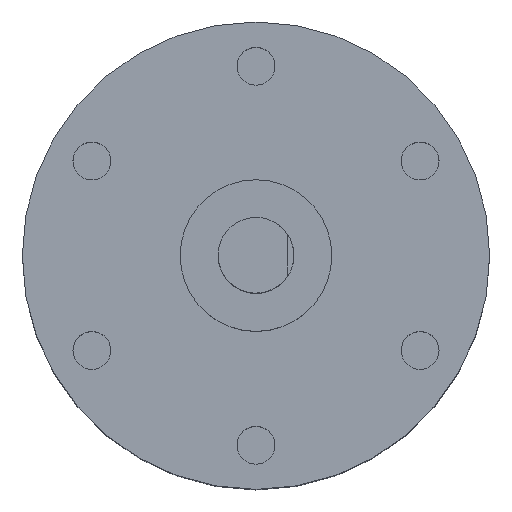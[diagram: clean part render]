
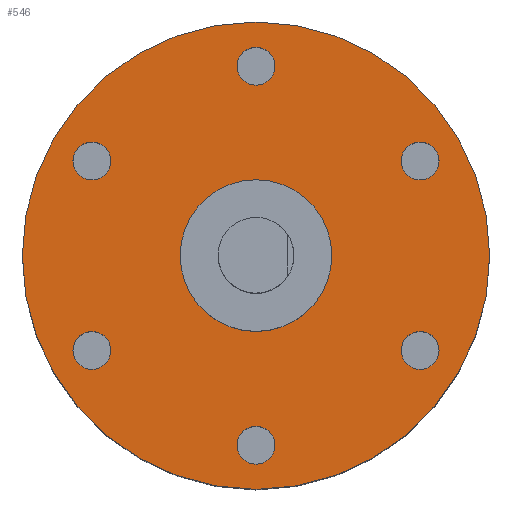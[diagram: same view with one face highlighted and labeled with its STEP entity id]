
A CAD part, top view. The second image highlights one B-rep face of the part: STEP entity #546.
In plain terms, the highlighted planar face has unit normal (0, 0, 1).
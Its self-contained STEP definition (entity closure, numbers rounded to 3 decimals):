
#27=FACE_BOUND('',#154,.T.);
#28=FACE_BOUND('',#155,.T.);
#29=FACE_BOUND('',#156,.T.);
#30=FACE_BOUND('',#157,.T.);
#31=FACE_BOUND('',#158,.T.);
#32=FACE_BOUND('',#159,.T.);
#33=FACE_BOUND('',#160,.T.);
#56=CIRCLE('',#596,1.5);
#58=CIRCLE('',#600,1.5);
#60=CIRCLE('',#604,1.5);
#62=CIRCLE('',#608,1.5);
#64=CIRCLE('',#612,1.5);
#66=CIRCLE('',#616,1.5);
#70=CIRCLE('',#623,6.);
#71=CIRCLE('',#626,18.5);
#111=FACE_OUTER_BOUND('',#153,.T.);
#153=EDGE_LOOP('',(#476));
#154=EDGE_LOOP('',(#477));
#155=EDGE_LOOP('',(#478));
#156=EDGE_LOOP('',(#479));
#157=EDGE_LOOP('',(#480));
#158=EDGE_LOOP('',(#481));
#159=EDGE_LOOP('',(#482));
#160=EDGE_LOOP('',(#483));
#267=VERTEX_POINT('',#899);
#269=VERTEX_POINT('',#906);
#271=VERTEX_POINT('',#913);
#273=VERTEX_POINT('',#920);
#275=VERTEX_POINT('',#927);
#277=VERTEX_POINT('',#934);
#281=VERTEX_POINT('',#947);
#282=VERTEX_POINT('',#952);
#325=EDGE_CURVE('',#267,#267,#56,.T.);
#328=EDGE_CURVE('',#269,#269,#58,.T.);
#331=EDGE_CURVE('',#271,#271,#60,.T.);
#334=EDGE_CURVE('',#273,#273,#62,.T.);
#337=EDGE_CURVE('',#275,#275,#64,.T.);
#340=EDGE_CURVE('',#277,#277,#66,.T.);
#347=EDGE_CURVE('',#281,#281,#70,.T.);
#348=EDGE_CURVE('',#282,#282,#71,.T.);
#476=ORIENTED_EDGE('',*,*,#348,.T.);
#477=ORIENTED_EDGE('',*,*,#325,.T.);
#478=ORIENTED_EDGE('',*,*,#328,.T.);
#479=ORIENTED_EDGE('',*,*,#331,.T.);
#480=ORIENTED_EDGE('',*,*,#334,.T.);
#481=ORIENTED_EDGE('',*,*,#337,.T.);
#482=ORIENTED_EDGE('',*,*,#340,.T.);
#483=ORIENTED_EDGE('',*,*,#347,.T.);
#508=PLANE('',#628);
#546=ADVANCED_FACE('',(#111,#27,#28,#29,#30,#31,#32,#33),#508,.T.);
#596=AXIS2_PLACEMENT_3D('',#900,#729,#730);
#600=AXIS2_PLACEMENT_3D('',#907,#738,#739);
#604=AXIS2_PLACEMENT_3D('',#914,#747,#748);
#608=AXIS2_PLACEMENT_3D('',#921,#756,#757);
#612=AXIS2_PLACEMENT_3D('',#928,#765,#766);
#616=AXIS2_PLACEMENT_3D('',#935,#774,#775);
#623=AXIS2_PLACEMENT_3D('',#949,#791,#792);
#626=AXIS2_PLACEMENT_3D('',#953,#797,#798);
#628=AXIS2_PLACEMENT_3D('',#957,#802,#803);
#729=DIRECTION('center_axis',(0.,0.,-1.));
#730=DIRECTION('ref_axis',(1.,0.,0.));
#738=DIRECTION('center_axis',(0.,0.,-1.));
#739=DIRECTION('ref_axis',(1.,0.,0.));
#747=DIRECTION('center_axis',(0.,0.,-1.));
#748=DIRECTION('ref_axis',(1.,0.,0.));
#756=DIRECTION('center_axis',(0.,0.,-1.));
#757=DIRECTION('ref_axis',(1.,0.,0.));
#765=DIRECTION('center_axis',(0.,0.,-1.));
#766=DIRECTION('ref_axis',(1.,0.,0.));
#774=DIRECTION('center_axis',(0.,0.,-1.));
#775=DIRECTION('ref_axis',(1.,0.,0.));
#791=DIRECTION('center_axis',(0.,0.,-1.));
#792=DIRECTION('ref_axis',(1.,0.,0.));
#797=DIRECTION('center_axis',(0.,0.,1.));
#798=DIRECTION('ref_axis',(1.,0.,0.));
#802=DIRECTION('center_axis',(0.,0.,1.));
#803=DIRECTION('ref_axis',(1.,0.,0.));
#899=CARTESIAN_POINT('',(-1.5,-15.,26.5));
#900=CARTESIAN_POINT('Origin',(0.,-15.,26.5));
#906=CARTESIAN_POINT('',(-1.5,15.,26.5));
#907=CARTESIAN_POINT('Origin',(0.,15.,26.5));
#913=CARTESIAN_POINT('',(-14.49,-7.5,26.5));
#914=CARTESIAN_POINT('Origin',(-12.99,-7.5,26.5));
#920=CARTESIAN_POINT('',(11.49,-7.5,26.5));
#921=CARTESIAN_POINT('Origin',(12.99,-7.5,26.5));
#927=CARTESIAN_POINT('',(11.49,7.5,26.5));
#928=CARTESIAN_POINT('Origin',(12.99,7.5,26.5));
#934=CARTESIAN_POINT('',(-14.49,7.5,26.5));
#935=CARTESIAN_POINT('Origin',(-12.99,7.5,26.5));
#947=CARTESIAN_POINT('',(-6.,0.,26.5));
#949=CARTESIAN_POINT('Origin',(0.,0.,26.5));
#952=CARTESIAN_POINT('',(-18.5,0.,26.5));
#953=CARTESIAN_POINT('Origin',(0.,0.,26.5));
#957=CARTESIAN_POINT('Origin',(0.,0.,26.5));
